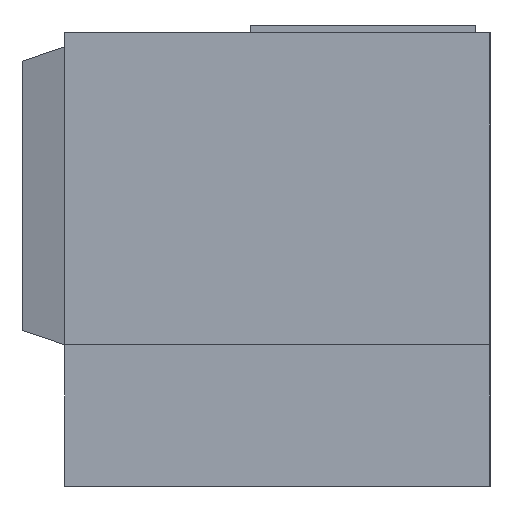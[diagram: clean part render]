
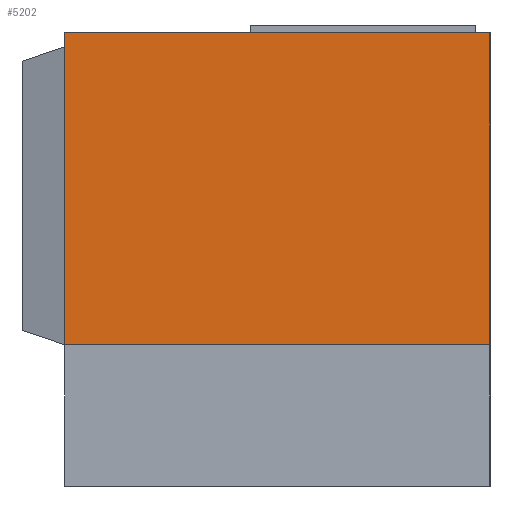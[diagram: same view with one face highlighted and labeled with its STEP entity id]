
A CAD part, left-side view. The second image highlights one B-rep face of the part: STEP entity #5202.
In plain terms, the highlighted planar face has unit normal (-1, 0, 0).
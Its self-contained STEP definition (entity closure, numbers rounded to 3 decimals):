
#372 = DIRECTION ( 'NONE',  ( 0., 0., -1. ) ) ;
#821 = PLANE ( 'NONE',  #24510 ) ;
#1248 = EDGE_CURVE ( 'NONE', #14741, #7782, #16007, .T. ) ;
#1294 = VECTOR ( 'NONE', #8304, 1000. ) ;
#3140 = CARTESIAN_POINT ( 'NONE',  ( -20., 20.745, -6. ) ) ;
#3439 = VERTEX_POINT ( 'NONE', #24852 ) ;
#4565 = CARTESIAN_POINT ( 'NONE',  ( -20., 20.745, 16. ) ) ;
#4668 = LINE ( 'NONE', #6569, #1294 ) ;
#4698 = DIRECTION ( 'NONE',  ( 0., 0., -1. ) ) ;
#5202 = ADVANCED_FACE ( 'NONE', ( #13437 ), #821, .F. ) ;
#6519 = EDGE_CURVE ( 'NONE', #13046, #7782, #4668, .T. ) ;
#6569 = CARTESIAN_POINT ( 'NONE',  ( -20., 0., -6. ) ) ;
#6850 = VECTOR ( 'NONE', #372, 1000. ) ;
#7462 = ORIENTED_EDGE ( 'NONE', *, *, #6519, .F. ) ;
#7726 = CARTESIAN_POINT ( 'NONE',  ( -20., 0., 16. ) ) ;
#7782 = VERTEX_POINT ( 'NONE', #3140 ) ;
#7995 = ORIENTED_EDGE ( 'NONE', *, *, #8840, .F. ) ;
#8304 = DIRECTION ( 'NONE',  ( 0., 1., 0. ) ) ;
#8840 = EDGE_CURVE ( 'NONE', #3439, #13046, #22091, .T. ) ;
#11172 = VECTOR ( 'NONE', #18309, 1000. ) ;
#12491 = EDGE_CURVE ( 'NONE', #14741, #3439, #14593, .T. ) ;
#12867 = EDGE_LOOP ( 'NONE', ( #7462, #7995, #19478, #16421 ) ) ;
#13046 = VERTEX_POINT ( 'NONE', #18497 ) ;
#13437 = FACE_OUTER_BOUND ( 'NONE', #12867, .T. ) ;
#14593 = LINE ( 'NONE', #7726, #25106 ) ;
#14741 = VERTEX_POINT ( 'NONE', #21619 ) ;
#16007 = LINE ( 'NONE', #4565, #11172 ) ;
#16421 = ORIENTED_EDGE ( 'NONE', *, *, #1248, .T. ) ;
#16576 = CARTESIAN_POINT ( 'NONE',  ( -20., 0., 16. ) ) ;
#18309 = DIRECTION ( 'NONE',  ( 0., 0., -1. ) ) ;
#18449 = DIRECTION ( 'NONE',  ( 1., 0., 0. ) ) ;
#18497 = CARTESIAN_POINT ( 'NONE',  ( -20., -9.255, -6. ) ) ;
#19478 = ORIENTED_EDGE ( 'NONE', *, *, #12491, .F. ) ;
#19665 = DIRECTION ( 'NONE',  ( 0., -1., 0. ) ) ;
#20056 = CARTESIAN_POINT ( 'NONE',  ( -20., -9.255, 16. ) ) ;
#21619 = CARTESIAN_POINT ( 'NONE',  ( -20., 20.745, 16. ) ) ;
#22091 = LINE ( 'NONE', #20056, #6850 ) ;
#24510 = AXIS2_PLACEMENT_3D ( 'NONE', #16576, #18449, #4698 ) ;
#24852 = CARTESIAN_POINT ( 'NONE',  ( -20., -9.255, 16. ) ) ;
#25106 = VECTOR ( 'NONE', #19665, 1000. ) ;
